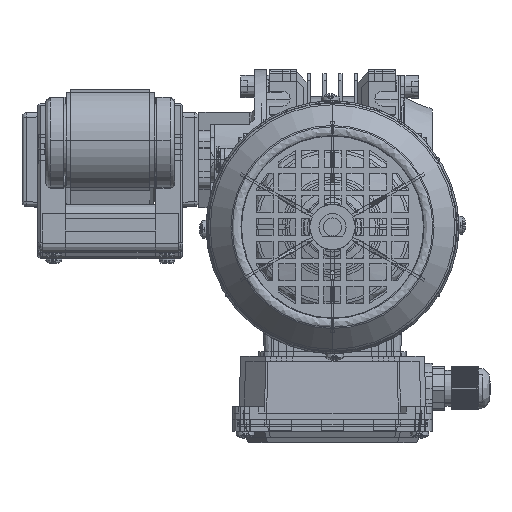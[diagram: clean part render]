
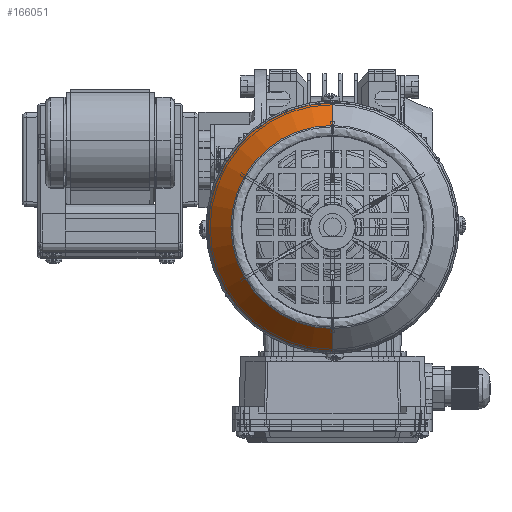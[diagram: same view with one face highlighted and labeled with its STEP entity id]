
A CAD part, top view. The second image highlights one B-rep face of the part: STEP entity #166051.
In plain terms, the highlighted conical face has half-angle 43.036 degrees and reference radius 54.8 mm.
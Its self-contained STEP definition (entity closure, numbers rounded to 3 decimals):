
#2285 = ORIENTED_EDGE ( 'NONE', *, *, #181547, .F. ) ;
#19048 = DIRECTION ( 'NONE',  ( -0.001, -0.682, -0.731 ) ) ;
#28119 = CIRCLE ( 'NONE', #132890, 44.839 ) ;
#29886 = CONICAL_SURFACE ( 'NONE', #73052, 54.8, 0.751 ) ;
#30202 = EDGE_CURVE ( 'NONE', #99810, #135052, #28119, .T. ) ;
#30534 = DIRECTION ( 'NONE',  ( 0.001, 0.682, -0.731 ) ) ;
#33461 = ORIENTED_EDGE ( 'NONE', *, *, #88644, .F. ) ;
#44978 = CARTESIAN_POINT ( 'NONE',  ( 118.039, -74.839, 114.984 ) ) ;
#51418 = FACE_OUTER_BOUND ( 'NONE', #182210, .T. ) ;
#57967 = VERTEX_POINT ( 'NONE', #138415 ) ;
#73052 = AXIS2_PLACEMENT_3D ( 'NONE', #140283, #78471, #92986 ) ;
#75387 = VECTOR ( 'NONE', #30534, 1000. ) ;
#78471 = DIRECTION ( 'NONE',  ( 0., 0., -1. ) ) ;
#88644 = EDGE_CURVE ( 'NONE', #100921, #57967, #124772, .T. ) ;
#88676 = DIRECTION ( 'NONE',  ( 0., 0., -1. ) ) ;
#92986 = DIRECTION ( 'NONE',  ( 0.001, 1., 0. ) ) ;
#96945 = AXIS2_PLACEMENT_3D ( 'NONE', #164158, #88676, #147618 ) ;
#99810 = VERTEX_POINT ( 'NONE', #44978 ) ;
#100921 = VERTEX_POINT ( 'NONE', #188001 ) ;
#102132 = CARTESIAN_POINT ( 'NONE',  ( 118.1, -30., 114.984 ) ) ;
#107851 = LINE ( 'NONE', #168738, #146945 ) ;
#124772 = CIRCLE ( 'NONE', #96945, 54.8 ) ;
#131107 = DIRECTION ( 'NONE',  ( 0., 0., -1. ) ) ;
#132890 = AXIS2_PLACEMENT_3D ( 'NONE', #102132, #131107, #177534 ) ;
#133970 = CARTESIAN_POINT ( 'NONE',  ( 118.174, 24.8, 104.315 ) ) ;
#135052 = VERTEX_POINT ( 'NONE', #165122 ) ;
#135123 = ORIENTED_EDGE ( 'NONE', *, *, #136097, .T. ) ;
#136097 = EDGE_CURVE ( 'NONE', #135052, #57967, #164915, .T. ) ;
#138415 = CARTESIAN_POINT ( 'NONE',  ( 118.174, 24.8, 104.315 ) ) ;
#140283 = CARTESIAN_POINT ( 'NONE',  ( 118.1, -30., 104.315 ) ) ;
#142259 = ORIENTED_EDGE ( 'NONE', *, *, #30202, .T. ) ;
#146945 = VECTOR ( 'NONE', #19048, 1000. ) ;
#147618 = DIRECTION ( 'NONE',  ( 0.001, 1., 0. ) ) ;
#164158 = CARTESIAN_POINT ( 'NONE',  ( 118.1, -30., 104.315 ) ) ;
#164915 = LINE ( 'NONE', #133970, #75387 ) ;
#165122 = CARTESIAN_POINT ( 'NONE',  ( 118.161, 14.839, 114.984 ) ) ;
#166051 = ADVANCED_FACE ( 'NONE', ( #51418 ), #29886, .T. ) ;
#168738 = CARTESIAN_POINT ( 'NONE',  ( 118.026, -84.8, 104.315 ) ) ;
#177534 = DIRECTION ( 'NONE',  ( 0.001, 1., 0. ) ) ;
#181547 = EDGE_CURVE ( 'NONE', #99810, #100921, #107851, .T. ) ;
#182210 = EDGE_LOOP ( 'NONE', ( #2285, #142259, #135123, #33461 ) ) ;
#188001 = CARTESIAN_POINT ( 'NONE',  ( 118.026, -84.8, 104.315 ) ) ;
